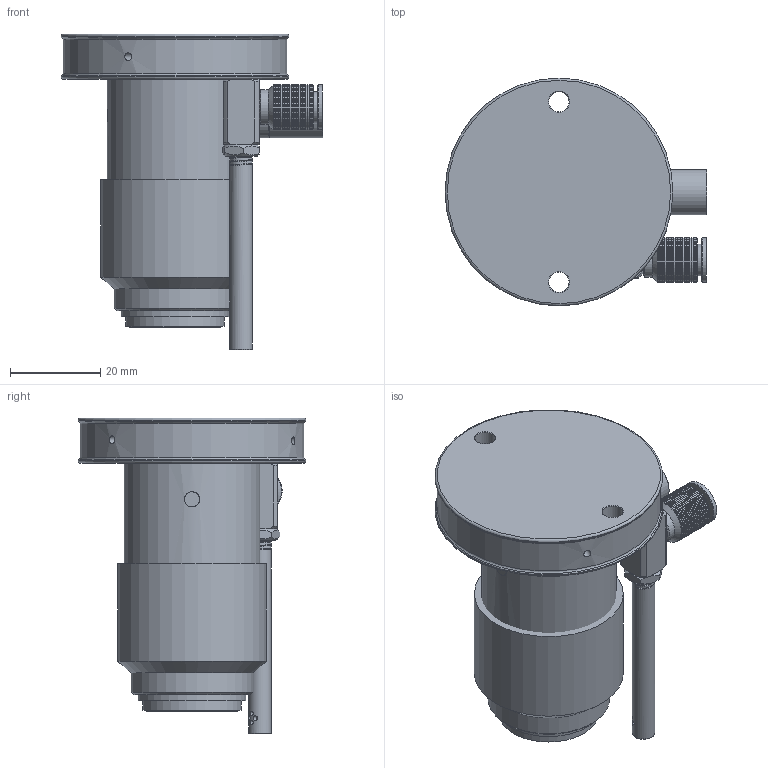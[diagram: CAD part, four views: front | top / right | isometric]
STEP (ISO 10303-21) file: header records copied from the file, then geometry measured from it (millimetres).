
FILE_DESCRIPTION (( 'STEP AP203' ), '1' );
FILE_NAME ('BT1220.STEP', '2020-03-24T07:47:58', ( '' ), ( '' ), 'SwSTEP 2.0', 'SolidWorks 2019', '' );
FILE_SCHEMA (( 'CONFIG_CONTROL_DESIGN' ));
Length unit declared in the file: millimetre
Products named in the file (13): BT12-01組合用FOR外觀; BT12-04(原BT-04)外觀圖用; BT12-03a(PUR･ﾎ)･~ﾆ[･ﾟﾅ鮖ﾏ･ﾎ; BT12-56-D6M5組合用外觀用; BT12-02外觀圖用; BT1220-43; BTM12-40-1組合用; BT12-54-1組合用; BT1220; BT12-52-M5組合用; VTF2-024-fin; BTM12-31組合用FOR外觀; BT12-51-M5L51組合用螺紋外觀
Assembly tree (12 placements, depth 2):
  BT1220
    BT12-01組合用FOR外觀
    BT12-02外觀圖用
    BT12-03a(PUR･ﾎ)･~ﾆ[･ﾟﾅ鮖ﾏ･ﾎ
    BT12-04(原BT-04)外觀圖用
    BTM12-31組合用FOR外觀
    BT1220-43
    BTM12-40-1組合用
    BT12-54-1組合用
    BT12-51-M5L51組合用螺紋外觀
    VTF2-024-fin
    BT12-52-M5組合用
    BT12-56-D6M5組合用外觀用
Bounding box: 58.05 x 50.5 x 70 mm (x, y, z)
Volume: 63800.5 mm3; surface area: 22788.7 mm2
Topology: 12 solids, 13 shells, 269 faces, 500 edges, 318 vertices
Faces by surface type: cylinder 113, plane 98, cone 41, bspline 9, torus 8
Full cylindrical faces by diameter (mm): 0.4 x1, 0.548 x1, 0.6 x1, 1 x4, 1.6 x4, 1.7 x2, 3 x1, 3.3 x1, 3.4 x1, 4 x1, 4.2 x1, 4.5 x2, 5 x14, 5.61 x1, 5.7 x1, 6 x1, 6.5 x1, 6.7 x1, 6.8 x1, 7 x1, 7.7 x1, 7.9 x1, 9.1 x1, 9.5 x19, 9.9 x18, 10 x3, 19 x1, 20 x1, 20.05 x1, 22 x1
Entity records: 10092 total; most frequent: CARTESIAN_POINT 4286, DIRECTION 985, ORIENTED_EDGE 616, AXIS2_PLACEMENT_3D 477, EDGE_LOOP 462, FACE_OUTER_BOUND 352, EDGE_CURVE 308, VERTEX_POINT 272
